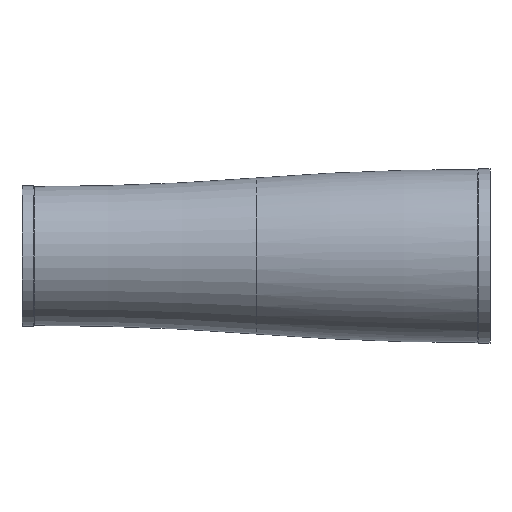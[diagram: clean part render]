
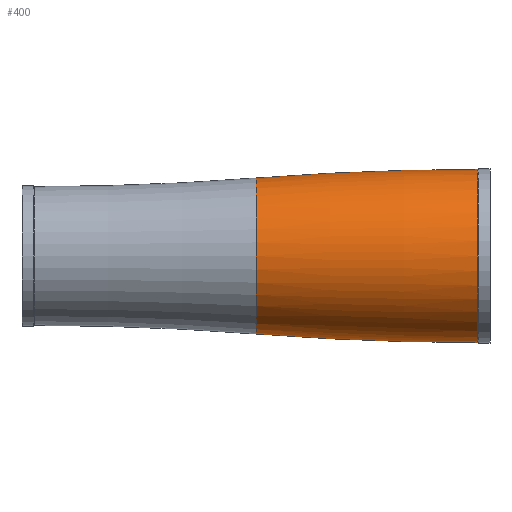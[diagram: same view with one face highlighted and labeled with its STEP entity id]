
A CAD part, front view. The second image highlights one B-rep face of the part: STEP entity #400.
In plain terms, the highlighted toroidal (fillet/blend) face has major radius 890.17 mm and minor radius 917.92 mm.
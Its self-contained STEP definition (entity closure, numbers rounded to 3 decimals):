
#12 = VERTEX_POINT ( 'NONE', #174 ) ;
#19 = CIRCLE ( 'NONE', #566, 917.92 ) ;
#29 = VERTEX_POINT ( 'NONE', #68 ) ;
#44 = VERTEX_POINT ( 'NONE', #151 ) ;
#68 = CARTESIAN_POINT ( 'NONE',  ( -75., 0., 25. ) ) ;
#86 = VERTEX_POINT ( 'NONE', #711 ) ;
#99 = CARTESIAN_POINT ( 'NONE',  ( -4., 0., 0. ) ) ;
#128 = AXIS2_PLACEMENT_3D ( 'NONE', #99, #155, #743 ) ;
#140 = DIRECTION ( 'NONE',  ( 0., -1., 0. ) ) ;
#143 = ORIENTED_EDGE ( 'NONE', *, *, #167, .F. ) ;
#151 = CARTESIAN_POINT ( 'NONE',  ( -75., 0., -25. ) ) ;
#152 = DIRECTION ( 'NONE',  ( 0., 0., -1. ) ) ;
#155 = DIRECTION ( 'NONE',  ( 1., 0., 0. ) ) ;
#156 = ORIENTED_EDGE ( 'NONE', *, *, #736, .T. ) ;
#167 = EDGE_CURVE ( 'NONE', #86, #12, #776, .T. ) ;
#168 = CIRCLE ( 'NONE', #471, 917.92 ) ;
#169 = ORIENTED_EDGE ( 'NONE', *, *, #783, .T. ) ;
#174 = CARTESIAN_POINT ( 'NONE',  ( -4., 0., -27.75 ) ) ;
#192 = CARTESIAN_POINT ( 'NONE',  ( -4., 0., 890.17 ) ) ;
#216 = DIRECTION ( 'NONE',  ( 0., 0., -1. ) ) ;
#218 = DIRECTION ( 'NONE',  ( 1., 0., 0. ) ) ;
#224 = ORIENTED_EDGE ( 'NONE', *, *, #813, .F. ) ;
#226 = CARTESIAN_POINT ( 'NONE',  ( -75., 0., 0. ) ) ;
#313 = DIRECTION ( 'NONE',  ( 0., 0., -1. ) ) ;
#366 = CIRCLE ( 'NONE', #1013, 25. ) ;
#400 = ADVANCED_FACE ( 'NONE', ( #693 ), #768, .T. ) ;
#460 = EDGE_LOOP ( 'NONE', ( #224, #169, #156, #143 ) ) ;
#471 = AXIS2_PLACEMENT_3D ( 'NONE', #192, #140, #152 ) ;
#566 = AXIS2_PLACEMENT_3D ( 'NONE', #811, #897, #915 ) ;
#574 = DIRECTION ( 'NONE',  ( 1., 0., 0. ) ) ;
#641 = AXIS2_PLACEMENT_3D ( 'NONE', #759, #574, #313 ) ;
#693 = FACE_OUTER_BOUND ( 'NONE', #460, .T. ) ;
#711 = CARTESIAN_POINT ( 'NONE',  ( -4., 0., 27.75 ) ) ;
#736 = EDGE_CURVE ( 'NONE', #44, #12, #168, .T. ) ;
#743 = DIRECTION ( 'NONE',  ( 0., 0., -1. ) ) ;
#759 = CARTESIAN_POINT ( 'NONE',  ( -4., 0., 0. ) ) ;
#768 = TOROIDAL_SURFACE ( 'NONE', #641, -890.17, 917.92 ) ;
#776 = CIRCLE ( 'NONE', #128, 27.75 ) ;
#783 = EDGE_CURVE ( 'NONE', #29, #44, #366, .T. ) ;
#811 = CARTESIAN_POINT ( 'NONE',  ( -4., 0., -890.17 ) ) ;
#813 = EDGE_CURVE ( 'NONE', #29, #86, #19, .T. ) ;
#897 = DIRECTION ( 'NONE',  ( 0., 1., 0. ) ) ;
#915 = DIRECTION ( 'NONE',  ( 0., 0., 1. ) ) ;
#1013 = AXIS2_PLACEMENT_3D ( 'NONE', #226, #218, #216 ) ;
